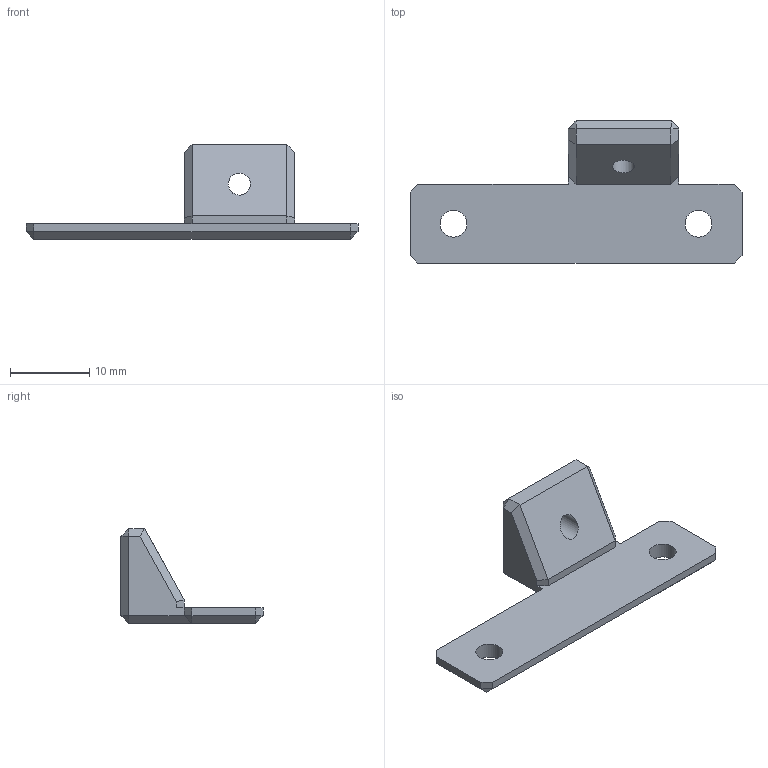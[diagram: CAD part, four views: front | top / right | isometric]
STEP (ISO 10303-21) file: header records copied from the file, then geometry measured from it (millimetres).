
FILE_DESCRIPTION(('FreeCAD Model'),'2;1');
FILE_NAME('Open CASCADE Shape Model','2023-01-15T11:46:01',('Author'),( ''),'Open CASCADE STEP processor 7.5','FreeCAD','Unknown');
FILE_SCHEMA(('AUTOMOTIVE_DESIGN { 1 0 10303 214 1 1 1 1 }'));
Length unit declared in the file: millimetre
Products named in the file (1): y-endstop-adj
Bounding box: 42 x 18 x 12 mm (x, y, z)
Volume: 1706.1 mm3; surface area: 1574 mm2
Topology: 1 solids, 1 shells, 45 faces, 99 edges, 56 vertices
Faces by surface type: plane 42, cylinder 3
Full cylindrical faces by diameter (mm): 2.8 x1, 3.4 x2
Entity records: 2519 total; most frequent: CARTESIAN_POINT 426, DIRECTION 392, LINE 284, VECTOR 284, ORIENTED_EDGE 198, PCURVE 198, DEFINITIONAL_REPRESENTATION 198, EDGE_CURVE 99
